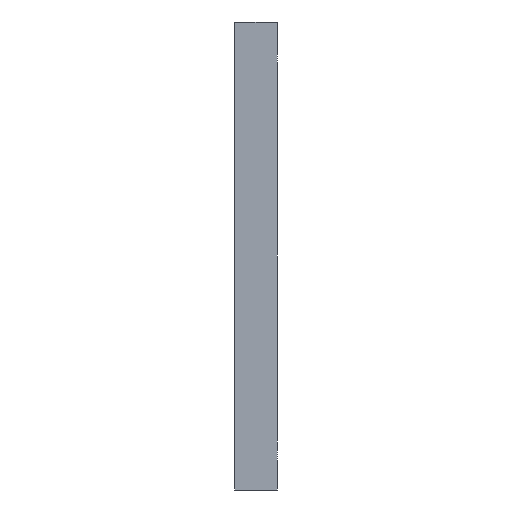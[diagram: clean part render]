
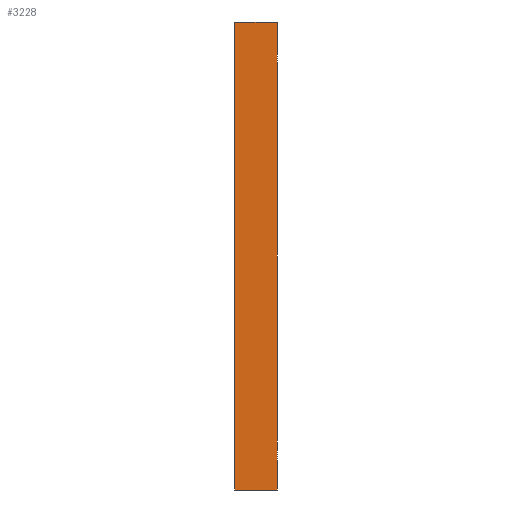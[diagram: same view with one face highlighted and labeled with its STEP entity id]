
A CAD part, left-side view. The second image highlights one B-rep face of the part: STEP entity #3228.
In plain terms, the highlighted planar face has unit normal (-1, 0, 0).
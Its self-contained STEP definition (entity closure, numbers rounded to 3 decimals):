
#13 = VERTEX_POINT ( 'NONE', #4668 ) ;
#125 = DIRECTION ( 'NONE',  ( 0., -1., 0. ) ) ;
#152 = EDGE_CURVE ( 'NONE', #4267, #3854, #2765, .T. ) ;
#190 = ORIENTED_EDGE ( 'NONE', *, *, #906, .F. ) ;
#301 = ORIENTED_EDGE ( 'NONE', *, *, #152, .T. ) ;
#359 = VECTOR ( 'NONE', #125, 1000. ) ;
#499 = CARTESIAN_POINT ( 'NONE',  ( -100., 0., -100. ) ) ;
#506 = LINE ( 'NONE', #945, #359 ) ;
#843 = CARTESIAN_POINT ( 'NONE',  ( -100., 18., 100. ) ) ;
#906 = EDGE_CURVE ( 'NONE', #13, #3854, #1869, .T. ) ;
#945 = CARTESIAN_POINT ( 'NONE',  ( -100., 18., -100. ) ) ;
#950 = ORIENTED_EDGE ( 'NONE', *, *, #1751, .F. ) ;
#1479 = ORIENTED_EDGE ( 'NONE', *, *, #3859, .T. ) ;
#1493 = CARTESIAN_POINT ( 'NONE',  ( -100., 18., 100. ) ) ;
#1675 = VECTOR ( 'NONE', #3964, 1000. ) ;
#1751 = EDGE_CURVE ( 'NONE', #4827, #13, #3164, .T. ) ;
#1869 = LINE ( 'NONE', #1493, #4371 ) ;
#2111 = CARTESIAN_POINT ( 'NONE',  ( -100., 0., 100. ) ) ;
#2215 = CARTESIAN_POINT ( 'NONE',  ( -100., 18., -100. ) ) ;
#2765 = LINE ( 'NONE', #2111, #1675 ) ;
#2774 = DIRECTION ( 'NONE',  ( 0., -1., 0. ) ) ;
#2800 = DIRECTION ( 'NONE',  ( 0., 0., -1. ) ) ;
#2887 = AXIS2_PLACEMENT_3D ( 'NONE', #3168, #4694, #2800 ) ;
#3164 = LINE ( 'NONE', #843, #3605 ) ;
#3168 = CARTESIAN_POINT ( 'NONE',  ( -100., 18., 100. ) ) ;
#3228 = ADVANCED_FACE ( 'NONE', ( #3614 ), #4289, .F. ) ;
#3605 = VECTOR ( 'NONE', #4261, 1000. ) ;
#3614 = FACE_OUTER_BOUND ( 'NONE', #4913, .T. ) ;
#3854 = VERTEX_POINT ( 'NONE', #3957 ) ;
#3859 = EDGE_CURVE ( 'NONE', #4827, #4267, #506, .T. ) ;
#3957 = CARTESIAN_POINT ( 'NONE',  ( -100., 0., 100. ) ) ;
#3964 = DIRECTION ( 'NONE',  ( 0., 0., 1. ) ) ;
#4261 = DIRECTION ( 'NONE',  ( 0., 0., 1. ) ) ;
#4267 = VERTEX_POINT ( 'NONE', #499 ) ;
#4289 = PLANE ( 'NONE',  #2887 ) ;
#4371 = VECTOR ( 'NONE', #2774, 1000. ) ;
#4668 = CARTESIAN_POINT ( 'NONE',  ( -100., 18., 100. ) ) ;
#4694 = DIRECTION ( 'NONE',  ( 1., 0., 0. ) ) ;
#4827 = VERTEX_POINT ( 'NONE', #2215 ) ;
#4913 = EDGE_LOOP ( 'NONE', ( #301, #190, #950, #1479 ) ) ;
